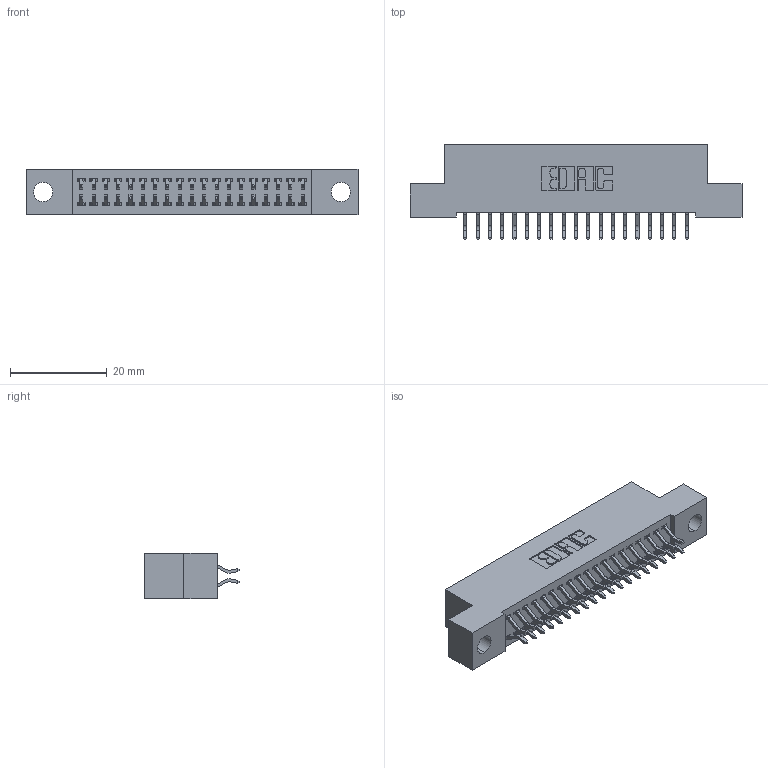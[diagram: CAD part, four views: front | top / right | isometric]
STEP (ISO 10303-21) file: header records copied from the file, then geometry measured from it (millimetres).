
FILE_DESCRIPTION (( 'STEP AP203' ), '1' );
FILE_NAME ('392-038-556-204.STEP', '2019-10-07T19:08:11', ( '' ), ( '' ), 'SwSTEP 2.0', 'SolidWorks 2016', '' );
FILE_SCHEMA (( 'CONFIG_CONTROL_DESIGN' ));
Length unit declared in the file: inch
Products named in the file (3): 342 Part_.156 TH; 345-292-001_556 Tail; 392-038-556-204
Assembly tree (39 placements, depth 2):
  392-038-556-204
    342 Part_.156 TH
    345-292-001_556 Tail  x38
Bounding box: 68.58 x 19.58 x 9.4 mm (x, y, z)
Volume: 5965.1 mm3; surface area: 8930.2 mm2
Topology: 39 solids, 39 shells, 2314 faces, 6873 edges, 4530 vertices
Faces by surface type: plane 1586, cylinder 728
Entity records: 15289 total; most frequent: CARTESIAN_POINT 2574, ORIENTED_EDGE 2498, DIRECTION 2229, EDGE_CURVE 1249, LINE 1113, VECTOR 1113, VERTEX_POINT 830, AXIS2_PLACEMENT_3D 558
